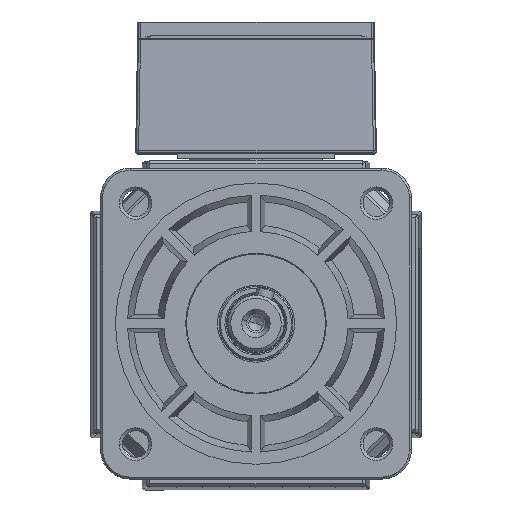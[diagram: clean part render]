
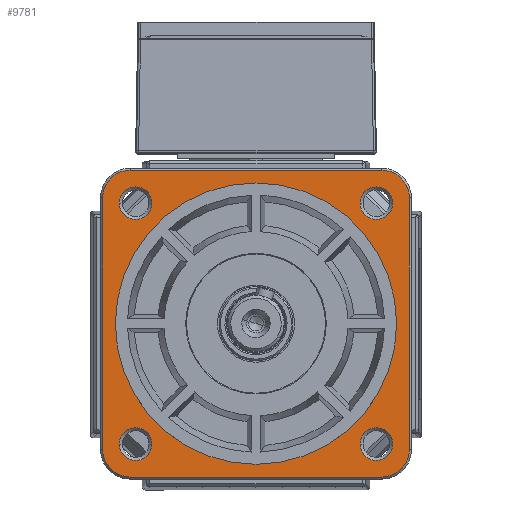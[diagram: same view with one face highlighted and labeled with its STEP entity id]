
A CAD part, top view. The second image highlights one B-rep face of the part: STEP entity #9781.
In plain terms, the highlighted planar face has unit normal (0, 0, 1).
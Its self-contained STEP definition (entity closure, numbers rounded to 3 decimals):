
#7316=CARTESIAN_POINT('',(-47.5,0.,105.5));
#7317=VERTEX_POINT('',#7316);
#7326=CARTESIAN_POINT('',(47.5,0.,105.5));
#7327=VERTEX_POINT('',#7326);
#7328=CARTESIAN_POINT('',(0.,0.,105.5));
#7329=DIRECTION('',(0.,0.,1.0));
#7330=DIRECTION('',(-1.0,0.,0.));
#7331=AXIS2_PLACEMENT_3D('',#7328,#7329,#7330);
#7332=CIRCLE('',#7331,47.5);
#7333=EDGE_CURVE('',#7317,#7327,#7332,.T.);
#7421=CARTESIAN_POINT('',(-46.159,40.659,105.5));
#7422=VERTEX_POINT('',#7421);
#7436=CARTESIAN_POINT('',(-35.159,40.659,105.5));
#7437=VERTEX_POINT('',#7436);
#7444=CARTESIAN_POINT('',(-40.659,40.659,105.5));
#7445=DIRECTION('',(0.,0.,1.0));
#7446=DIRECTION('',(-1.0,0.,0.));
#7447=AXIS2_PLACEMENT_3D('',#7444,#7445,#7446);
#7448=CIRCLE('',#7447,5.5);
#7449=EDGE_CURVE('',#7437,#7422,#7448,.T.);
#7522=CARTESIAN_POINT('',(35.159,40.659,105.5));
#7523=VERTEX_POINT('',#7522);
#7537=CARTESIAN_POINT('',(46.159,40.659,105.5));
#7538=VERTEX_POINT('',#7537);
#7545=CARTESIAN_POINT('',(40.659,40.659,105.5));
#7546=DIRECTION('',(0.,0.,1.0));
#7547=DIRECTION('',(-1.0,0.,0.));
#7548=AXIS2_PLACEMENT_3D('',#7545,#7546,#7547);
#7549=CIRCLE('',#7548,5.5);
#7550=EDGE_CURVE('',#7538,#7523,#7549,.T.);
#7623=CARTESIAN_POINT('',(35.159,-40.659,105.5));
#7624=VERTEX_POINT('',#7623);
#7638=CARTESIAN_POINT('',(46.159,-40.659,105.5));
#7639=VERTEX_POINT('',#7638);
#7646=CARTESIAN_POINT('',(40.659,-40.659,105.5));
#7647=DIRECTION('',(0.,0.,1.0));
#7648=DIRECTION('',(-1.0,0.,0.));
#7649=AXIS2_PLACEMENT_3D('',#7646,#7647,#7648);
#7650=CIRCLE('',#7649,5.5);
#7651=EDGE_CURVE('',#7639,#7624,#7650,.T.);
#7724=CARTESIAN_POINT('',(-46.159,-40.659,105.5));
#7725=VERTEX_POINT('',#7724);
#7739=CARTESIAN_POINT('',(-35.159,-40.659,105.5));
#7740=VERTEX_POINT('',#7739);
#7747=CARTESIAN_POINT('',(-40.659,-40.659,105.5));
#7748=DIRECTION('',(0.,0.,1.0));
#7749=DIRECTION('',(-1.0,0.,0.));
#7750=AXIS2_PLACEMENT_3D('',#7747,#7748,#7749);
#7751=CIRCLE('',#7750,5.5);
#7752=EDGE_CURVE('',#7740,#7725,#7751,.T.);
#9650=CARTESIAN_POINT('',(-40.659,-40.659,105.5));
#9651=DIRECTION('',(0.,0.,1.0));
#9652=DIRECTION('',(-1.0,0.,0.));
#9653=AXIS2_PLACEMENT_3D('',#9650,#9651,#9652);
#9654=CIRCLE('',#9653,5.5);
#9655=EDGE_CURVE('',#7725,#7740,#9654,.T.);
#9662=CARTESIAN_POINT('',(0.,0.,105.5));
#9663=DIRECTION('',(0.0,0.0,-1.0));
#9664=DIRECTION('',(-1.0,0.,0.0));
#9665=AXIS2_PLACEMENT_3D('',#9662,#9663,#9664);
#9666=PLANE('',#9665);
#9667=CARTESIAN_POINT('',(-42.5,51.8,105.5));
#9668=VERTEX_POINT('',#9667);
#9669=CARTESIAN_POINT('',(42.5,51.8,105.5));
#9670=VERTEX_POINT('',#9669);
#9671=CARTESIAN_POINT('',(-42.5,51.8,105.5));
#9672=DIRECTION('',(1.0,0.,0.));
#9673=VECTOR('',#9672,85.);
#9674=LINE('',#9671,#9673);
#9675=EDGE_CURVE('',#9668,#9670,#9674,.T.);
#9676=ORIENTED_EDGE('',*,*,#9675,.F.);
#9677=CARTESIAN_POINT('',(-51.8,42.5,105.5));
#9678=VERTEX_POINT('',#9677);
#9679=CARTESIAN_POINT('',(-42.5,42.5,105.5));
#9680=DIRECTION('',(0.,0.,-1.0));
#9681=DIRECTION('',(0.,1.0,0.));
#9682=AXIS2_PLACEMENT_3D('',#9679,#9680,#9681);
#9683=CIRCLE('',#9682,9.3);
#9684=EDGE_CURVE('',#9678,#9668,#9683,.T.);
#9685=ORIENTED_EDGE('',*,*,#9684,.F.);
#9686=CARTESIAN_POINT('',(-51.8,-42.5,105.5));
#9687=VERTEX_POINT('',#9686);
#9688=CARTESIAN_POINT('',(-51.8,-42.5,105.5));
#9689=DIRECTION('',(0.,1.0,0.0));
#9690=VECTOR('',#9689,85.);
#9691=LINE('',#9688,#9690);
#9692=EDGE_CURVE('',#9687,#9678,#9691,.T.);
#9693=ORIENTED_EDGE('',*,*,#9692,.F.);
#9694=CARTESIAN_POINT('',(-42.5,-51.8,105.5));
#9695=VERTEX_POINT('',#9694);
#9696=CARTESIAN_POINT('',(-42.5,-42.5,105.5));
#9697=DIRECTION('',(0.,0.,-1.0));
#9698=DIRECTION('',(-1.0,0.,0.));
#9699=AXIS2_PLACEMENT_3D('',#9696,#9697,#9698);
#9700=CIRCLE('',#9699,9.3);
#9701=EDGE_CURVE('',#9695,#9687,#9700,.T.);
#9702=ORIENTED_EDGE('',*,*,#9701,.F.);
#9703=CARTESIAN_POINT('',(42.5,-51.8,105.5));
#9704=VERTEX_POINT('',#9703);
#9705=CARTESIAN_POINT('',(42.5,-51.8,105.5));
#9706=DIRECTION('',(-1.0,0.,0.));
#9707=VECTOR('',#9706,85.);
#9708=LINE('',#9705,#9707);
#9709=EDGE_CURVE('',#9704,#9695,#9708,.T.);
#9710=ORIENTED_EDGE('',*,*,#9709,.F.);
#9711=CARTESIAN_POINT('',(51.8,-42.5,105.5));
#9712=VERTEX_POINT('',#9711);
#9713=CARTESIAN_POINT('',(42.5,-42.5,105.5));
#9714=DIRECTION('',(0.,0.,-1.0));
#9715=DIRECTION('',(0.,-1.0,0.));
#9716=AXIS2_PLACEMENT_3D('',#9713,#9714,#9715);
#9717=CIRCLE('',#9716,9.3);
#9718=EDGE_CURVE('',#9712,#9704,#9717,.T.);
#9719=ORIENTED_EDGE('',*,*,#9718,.F.);
#9720=CARTESIAN_POINT('',(51.8,42.5,105.5));
#9721=VERTEX_POINT('',#9720);
#9722=CARTESIAN_POINT('',(51.8,42.5,105.5));
#9723=DIRECTION('',(0.,-1.0,0.0));
#9724=VECTOR('',#9723,85.);
#9725=LINE('',#9722,#9724);
#9726=EDGE_CURVE('',#9721,#9712,#9725,.T.);
#9727=ORIENTED_EDGE('',*,*,#9726,.F.);
#9728=CARTESIAN_POINT('',(42.5,42.5,105.5));
#9729=DIRECTION('',(0.,0.,-1.0));
#9730=DIRECTION('',(1.0,0.,0.));
#9731=AXIS2_PLACEMENT_3D('',#9728,#9729,#9730);
#9732=CIRCLE('',#9731,9.3);
#9733=EDGE_CURVE('',#9670,#9721,#9732,.T.);
#9734=ORIENTED_EDGE('',*,*,#9733,.F.);
#9735=EDGE_LOOP('',(#9676,#9685,#9693,#9702,#9710,#9719,#9727,#9734));
#9736=FACE_OUTER_BOUND('',#9735,.T.);
#9737=ORIENTED_EDGE('',*,*,#7651,.F.);
#9738=CARTESIAN_POINT('',(40.659,-40.659,105.5));
#9739=DIRECTION('',(0.,0.,1.0));
#9740=DIRECTION('',(-1.0,0.,0.));
#9741=AXIS2_PLACEMENT_3D('',#9738,#9739,#9740);
#9742=CIRCLE('',#9741,5.5);
#9743=EDGE_CURVE('',#7624,#7639,#9742,.T.);
#9744=ORIENTED_EDGE('',*,*,#9743,.F.);
#9745=EDGE_LOOP('',(#9737,#9744));
#9746=FACE_BOUND('',#9745,.T.);
#9747=ORIENTED_EDGE('',*,*,#7449,.F.);
#9748=CARTESIAN_POINT('',(-40.659,40.659,105.5));
#9749=DIRECTION('',(0.,0.,1.0));
#9750=DIRECTION('',(-1.0,0.,0.));
#9751=AXIS2_PLACEMENT_3D('',#9748,#9749,#9750);
#9752=CIRCLE('',#9751,5.5);
#9753=EDGE_CURVE('',#7422,#7437,#9752,.T.);
#9754=ORIENTED_EDGE('',*,*,#9753,.F.);
#9755=EDGE_LOOP('',(#9747,#9754));
#9756=FACE_BOUND('',#9755,.T.);
#9757=CARTESIAN_POINT('',(0.,0.,105.5));
#9758=DIRECTION('',(0.,0.,1.0));
#9759=DIRECTION('',(-1.0,0.,0.));
#9760=AXIS2_PLACEMENT_3D('',#9757,#9758,#9759);
#9761=CIRCLE('',#9760,47.5);
#9762=EDGE_CURVE('',#7327,#7317,#9761,.T.);
#9763=ORIENTED_EDGE('',*,*,#9762,.F.);
#9764=ORIENTED_EDGE('',*,*,#7333,.F.);
#9765=EDGE_LOOP('',(#9763,#9764));
#9766=FACE_BOUND('',#9765,.T.);
#9767=ORIENTED_EDGE('',*,*,#7550,.F.);
#9768=CARTESIAN_POINT('',(40.659,40.659,105.5));
#9769=DIRECTION('',(0.,0.,1.0));
#9770=DIRECTION('',(-1.0,0.,0.));
#9771=AXIS2_PLACEMENT_3D('',#9768,#9769,#9770);
#9772=CIRCLE('',#9771,5.5);
#9773=EDGE_CURVE('',#7523,#7538,#9772,.T.);
#9774=ORIENTED_EDGE('',*,*,#9773,.F.);
#9775=EDGE_LOOP('',(#9767,#9774));
#9776=FACE_BOUND('',#9775,.T.);
#9777=ORIENTED_EDGE('',*,*,#7752,.F.);
#9778=ORIENTED_EDGE('',*,*,#9655,.F.);
#9779=EDGE_LOOP('',(#9777,#9778));
#9780=FACE_BOUND('',#9779,.T.);
#9781=ADVANCED_FACE('',(#9736,#9746,#9756,#9766,#9776,#9780),#9666,.F.);
